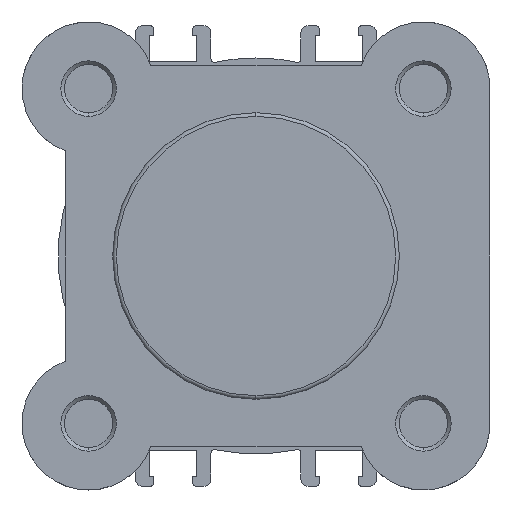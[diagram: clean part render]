
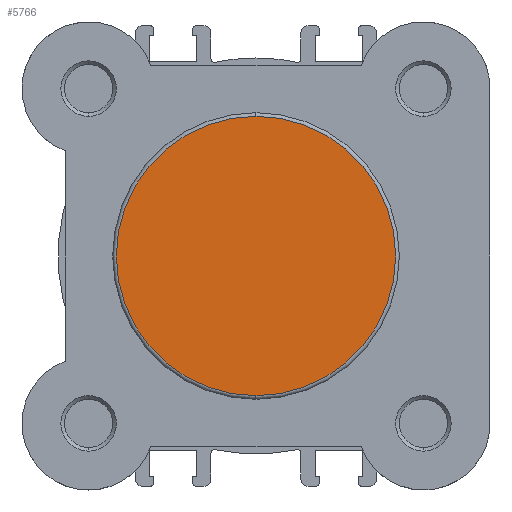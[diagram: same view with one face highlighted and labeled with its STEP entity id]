
A CAD part, left-side view. The second image highlights one B-rep face of the part: STEP entity #5766.
In plain terms, the highlighted planar face has unit normal (-1, 0, 0).
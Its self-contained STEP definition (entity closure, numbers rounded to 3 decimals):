
#72 = ORIENTED_EDGE ( 'NONE', *, *, #1260, .T. ) ;
#290 = CIRCLE ( 'NONE', #5068, 19.4 ) ;
#306 = CIRCLE ( 'NONE', #5080, 19.4 ) ;
#1260 = EDGE_CURVE ( 'NONE', #5649, #5650, #290, .T. ) ;
#1272 = EDGE_CURVE ( 'NONE', #5650, #5649, #306, .T. ) ;
#3210 = FACE_OUTER_BOUND ( 'NONE', #6149, .T. ) ;
#3760 = CARTESIAN_POINT ( 'NONE',  ( 0., 0., -19.4 ) ) ;
#3761 = CARTESIAN_POINT ( 'NONE',  ( 0., 0., 19.4 ) ) ;
#3880 = CARTESIAN_POINT ( 'NONE',  ( 0., 19.9, 0. ) ) ;
#3881 = PLANE ( 'NONE',  #5307 ) ;
#3882 = DIRECTION ( 'NONE',  ( 1., 0., 0. ) ) ;
#3883 = DIRECTION ( 'NONE',  ( 0., 0., -1. ) ) ;
#5068 = AXIS2_PLACEMENT_3D ( 'NONE', #6560, #6562, #6561 ) ;
#5080 = AXIS2_PLACEMENT_3D ( 'NONE', #6291, #6555, #6723 ) ;
#5307 = AXIS2_PLACEMENT_3D ( 'NONE', #3880, #3882, #3883 ) ;
#5649 = VERTEX_POINT ( 'NONE', #3760 ) ;
#5650 = VERTEX_POINT ( 'NONE', #3761 ) ;
#5766 = ADVANCED_FACE ( 'NONE', ( #3210 ), #3881, .F. ) ;
#6149 = EDGE_LOOP ( 'NONE', ( #72, #7218 ) ) ;
#6291 = CARTESIAN_POINT ( 'NONE',  ( 0., 0., 0. ) ) ;
#6555 = DIRECTION ( 'NONE',  ( -1., 0., 0. ) ) ;
#6560 = CARTESIAN_POINT ( 'NONE',  ( 0., 0., 0. ) ) ;
#6561 = DIRECTION ( 'NONE',  ( 0., 0., -1. ) ) ;
#6562 = DIRECTION ( 'NONE',  ( -1., 0., 0. ) ) ;
#6723 = DIRECTION ( 'NONE',  ( 0., 0., -1. ) ) ;
#7218 = ORIENTED_EDGE ( 'NONE', *, *, #1272, .T. ) ;
